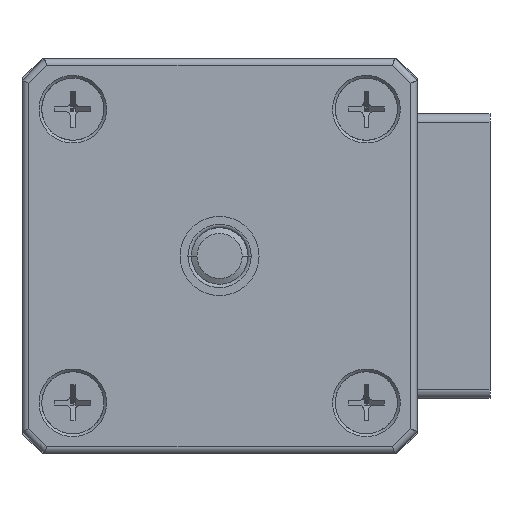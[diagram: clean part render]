
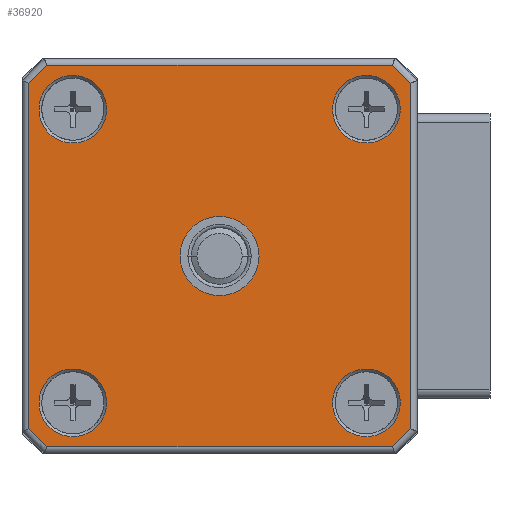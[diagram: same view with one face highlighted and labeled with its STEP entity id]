
A CAD part, left-side view. The second image highlights one B-rep face of the part: STEP entity #36920.
In plain terms, the highlighted planar face has unit normal (-1, 0, 0).
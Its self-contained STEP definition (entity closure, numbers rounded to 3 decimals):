
#6321=CARTESIAN_POINT('',(0.,17.5,-23.5));
#6322=DIRECTION('',(1.,0.,0.));
#6323=DIRECTION('',(0.,0.671,-0.741));
#6324=AXIS2_PLACEMENT_3D('',#6321,#6322,#6323);
#6326=CARTESIAN_POINT('',(0.,17.5,-23.5));
#6327=DIRECTION('',(1.,0.,0.));
#6328=DIRECTION('',(0.,0.741,0.671));
#6329=AXIS2_PLACEMENT_3D('',#6326,#6327,#6328);
#6331=CARTESIAN_POINT('',(0.,17.5,-23.5));
#6332=DIRECTION('',(1.,0.,0.));
#6333=DIRECTION('',(0.,-0.671,0.741));
#6334=AXIS2_PLACEMENT_3D('',#6331,#6332,#6333);
#6336=CARTESIAN_POINT('',(0.,17.5,-23.5));
#6337=DIRECTION('',(1.,0.,0.));
#6338=DIRECTION('',(0.,-0.741,-0.671));
#6339=AXIS2_PLACEMENT_3D('',#6336,#6337,#6338);
#6341=CARTESIAN_POINT('',(0.,17.5,-23.5));
#6342=DIRECTION('',(-1.,0.,0.));
#6343=DIRECTION('',(0.,0.,1.));
#6344=AXIS2_PLACEMENT_3D('',#6341,#6342,#6343);
#6346=CARTESIAN_POINT('',(0.,17.5,-23.5));
#6347=DIRECTION('',(-1.,0.,0.));
#6348=DIRECTION('',(0.,0.,-1.));
#6349=AXIS2_PLACEMENT_3D('',#6346,#6347,#6348);
#6351=CARTESIAN_POINT('',(0.,30.5,-36.5));
#6352=DIRECTION('',(-1.,0.,0.));
#6353=DIRECTION('',(0.,-0.707,0.707));
#6354=AXIS2_PLACEMENT_3D('',#6351,#6352,#6353);
#6356=CARTESIAN_POINT('',(0.,30.5,-36.5));
#6357=DIRECTION('',(-1.,0.,0.));
#6358=DIRECTION('',(0.,0.707,-0.707));
#6359=AXIS2_PLACEMENT_3D('',#6356,#6357,#6358);
#6361=CARTESIAN_POINT('',(0.,30.5,-10.5));
#6362=DIRECTION('',(-1.,0.,0.));
#6363=DIRECTION('',(0.,-0.707,-0.707));
#6364=AXIS2_PLACEMENT_3D('',#6361,#6362,#6363);
#6366=CARTESIAN_POINT('',(0.,30.5,-10.5));
#6367=DIRECTION('',(-1.,0.,0.));
#6368=DIRECTION('',(0.,0.707,0.707));
#6369=AXIS2_PLACEMENT_3D('',#6366,#6367,#6368);
#6371=CARTESIAN_POINT('',(0.,4.5,-10.5));
#6372=DIRECTION('',(-1.,0.,0.));
#6373=DIRECTION('',(0.,0.707,-0.707));
#6374=AXIS2_PLACEMENT_3D('',#6371,#6372,#6373);
#6376=CARTESIAN_POINT('',(0.,4.5,-10.5));
#6377=DIRECTION('',(-1.,0.,0.));
#6378=DIRECTION('',(0.,-0.707,0.707));
#6379=AXIS2_PLACEMENT_3D('',#6376,#6377,#6378);
#6381=CARTESIAN_POINT('',(0.,4.5,-36.5));
#6382=DIRECTION('',(-1.,0.,0.));
#6383=DIRECTION('',(0.,0.707,0.707));
#6384=AXIS2_PLACEMENT_3D('',#6381,#6382,#6383);
#6386=CARTESIAN_POINT('',(0.,4.5,-36.5));
#6387=DIRECTION('',(-1.,0.,0.));
#6388=DIRECTION('',(0.,-0.707,-0.707));
#6389=AXIS2_PLACEMENT_3D('',#6386,#6387,#6388);
#6426=DIRECTION('',(0.,-1.,0.));
#6427=VECTOR('',#6426,30.609);
#6428=CARTESIAN_POINT('',(0.,32.805,-40.4));
#6429=LINE('',#6428,#6427);
#6465=DIRECTION('',(0.,0.,1.));
#6466=VECTOR('',#6465,30.609);
#6467=CARTESIAN_POINT('',(0.,0.6,-38.805));
#6468=LINE('',#6467,#6466);
#6512=DIRECTION('',(0.,1.,0.));
#6513=VECTOR('',#6512,30.609);
#6514=CARTESIAN_POINT('',(0.,2.195,-6.6));
#6515=LINE('',#6514,#6513);
#6768=DIRECTION('',(0.,0.,-1.));
#6769=VECTOR('',#6768,30.609);
#6770=CARTESIAN_POINT('',(0.,34.4,-8.195));
#6771=LINE('',#6770,#6769);
#24282=CARTESIAN_POINT('',(0.,32.805,-40.4));
#24283=CARTESIAN_POINT('',(0.,34.4,-38.805));
#24284=VERTEX_POINT('',#24282);
#24285=VERTEX_POINT('',#24283);
#24286=CARTESIAN_POINT('',(0.,34.4,-8.195));
#24287=VERTEX_POINT('',#24286);
#24288=CARTESIAN_POINT('',(0.,32.805,-6.6));
#24289=VERTEX_POINT('',#24288);
#24290=CARTESIAN_POINT('',(0.,2.195,-6.6));
#24291=VERTEX_POINT('',#24290);
#24292=CARTESIAN_POINT('',(0.,0.6,-8.195));
#24293=VERTEX_POINT('',#24292);
#24294=CARTESIAN_POINT('',(0.,0.6,-38.805));
#24295=VERTEX_POINT('',#24294);
#24296=CARTESIAN_POINT('',(0.,2.195,-40.4));
#24297=VERTEX_POINT('',#24296);
#24298=CARTESIAN_POINT('',(0.,17.5,-20.));
#24299=CARTESIAN_POINT('',(0.,17.5,-27.));
#24300=VERTEX_POINT('',#24298);
#24301=VERTEX_POINT('',#24299);
#24302=CARTESIAN_POINT('',(0.,28.379,-34.379));
#24303=CARTESIAN_POINT('',(0.,32.621,-38.621));
#24304=VERTEX_POINT('',#24302);
#24305=VERTEX_POINT('',#24303);
#24306=CARTESIAN_POINT('',(0.,28.379,-12.621));
#24307=CARTESIAN_POINT('',(0.,32.621,-8.379));
#24308=VERTEX_POINT('',#24306);
#24309=VERTEX_POINT('',#24307);
#24310=CARTESIAN_POINT('',(0.,6.621,-12.621));
#24311=CARTESIAN_POINT('',(0.,2.379,-8.379));
#24312=VERTEX_POINT('',#24310);
#24313=VERTEX_POINT('',#24311);
#24314=CARTESIAN_POINT('',(0.,6.621,-34.379));
#24315=CARTESIAN_POINT('',(0.,2.379,-38.621));
#24316=VERTEX_POINT('',#24314);
#24317=VERTEX_POINT('',#24315);
#36868=CARTESIAN_POINT('',(0.,17.5,-23.5));
#36869=DIRECTION('',(1.,0.,0.));
#36870=DIRECTION('',(0.,0.,-1.));
#36871=AXIS2_PLACEMENT_3D('',#36868,#36869,#36870);
#36872=PLANE('',#36871);
#36874=ORIENTED_EDGE('',*,*,#36873,.T.);
#36876=ORIENTED_EDGE('',*,*,#36875,.F.);
#36877=ORIENTED_EDGE('',*,*,#36858,.T.);
#36879=ORIENTED_EDGE('',*,*,#36878,.F.);
#36881=ORIENTED_EDGE('',*,*,#36880,.T.);
#36883=ORIENTED_EDGE('',*,*,#36882,.F.);
#36885=ORIENTED_EDGE('',*,*,#36884,.T.);
#36887=ORIENTED_EDGE('',*,*,#36886,.F.);
#36888=EDGE_LOOP('',(#36874,#36876,#36877,#36879,#36881,#36883,#36885,#36887));
#36889=FACE_OUTER_BOUND('',#36888,.F.);
#36891=ORIENTED_EDGE('',*,*,#36890,.T.);
#36893=ORIENTED_EDGE('',*,*,#36892,.T.);
#36894=EDGE_LOOP('',(#36891,#36893));
#36895=FACE_BOUND('',#36894,.F.);
#36897=ORIENTED_EDGE('',*,*,#36896,.T.);
#36899=ORIENTED_EDGE('',*,*,#36898,.T.);
#36900=EDGE_LOOP('',(#36897,#36899));
#36901=FACE_BOUND('',#36900,.F.);
#36903=ORIENTED_EDGE('',*,*,#36902,.T.);
#36905=ORIENTED_EDGE('',*,*,#36904,.T.);
#36906=EDGE_LOOP('',(#36903,#36905));
#36907=FACE_BOUND('',#36906,.F.);
#36909=ORIENTED_EDGE('',*,*,#36908,.T.);
#36911=ORIENTED_EDGE('',*,*,#36910,.T.);
#36912=EDGE_LOOP('',(#36909,#36911));
#36913=FACE_BOUND('',#36912,.F.);
#36915=ORIENTED_EDGE('',*,*,#36914,.T.);
#36917=ORIENTED_EDGE('',*,*,#36916,.T.);
#36918=EDGE_LOOP('',(#36915,#36917));
#36919=FACE_BOUND('',#36918,.F.);
#36920=ADVANCED_FACE('',(#36889,#36895,#36901,#36907,#36913,#36919),#36872,.F.);
#6325=CIRCLE('',#6324,22.8);
#6330=CIRCLE('',#6329,22.8);
#6335=CIRCLE('',#6334,22.8);
#6340=CIRCLE('',#6339,22.8);
#6345=CIRCLE('',#6344,3.5);
#6350=CIRCLE('',#6349,3.5);
#6355=CIRCLE('',#6354,3.);
#6360=CIRCLE('',#6359,3.);
#6365=CIRCLE('',#6364,3.);
#6370=CIRCLE('',#6369,3.);
#6375=CIRCLE('',#6374,3.);
#6380=CIRCLE('',#6379,3.);
#6385=CIRCLE('',#6384,3.);
#6390=CIRCLE('',#6389,3.);
#36858=EDGE_CURVE('',#24287,#24289,#6330,.T.);
#36873=EDGE_CURVE('',#24284,#24285,#6325,.T.);
#36875=EDGE_CURVE('',#24287,#24285,#6771,.T.);
#36878=EDGE_CURVE('',#24291,#24289,#6515,.T.);
#36880=EDGE_CURVE('',#24291,#24293,#6335,.T.);
#36882=EDGE_CURVE('',#24295,#24293,#6468,.T.);
#36884=EDGE_CURVE('',#24295,#24297,#6340,.T.);
#36886=EDGE_CURVE('',#24284,#24297,#6429,.T.);
#36890=EDGE_CURVE('',#24300,#24301,#6345,.T.);
#36892=EDGE_CURVE('',#24301,#24300,#6350,.T.);
#36896=EDGE_CURVE('',#24304,#24305,#6355,.T.);
#36898=EDGE_CURVE('',#24305,#24304,#6360,.T.);
#36902=EDGE_CURVE('',#24308,#24309,#6365,.T.);
#36904=EDGE_CURVE('',#24309,#24308,#6370,.T.);
#36908=EDGE_CURVE('',#24312,#24313,#6375,.T.);
#36910=EDGE_CURVE('',#24313,#24312,#6380,.T.);
#36914=EDGE_CURVE('',#24316,#24317,#6385,.T.);
#36916=EDGE_CURVE('',#24317,#24316,#6390,.T.);
